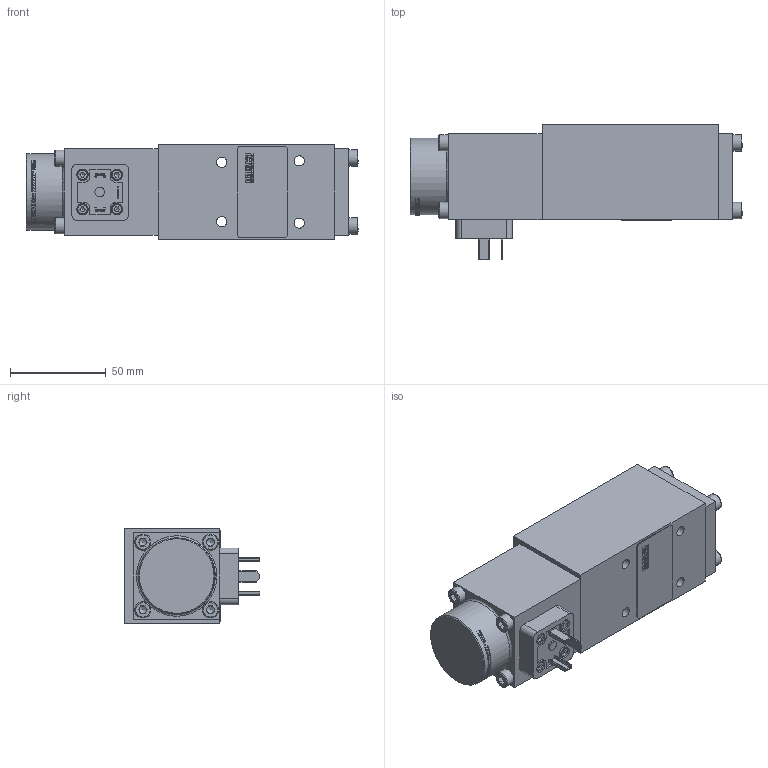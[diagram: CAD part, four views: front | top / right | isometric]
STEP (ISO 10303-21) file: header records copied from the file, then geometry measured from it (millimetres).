
FILE_DESCRIPTION (( 'STEP AP214' ), '1' );
FILE_NAME ('WV700-6-3_2_X.STEP', '2022-02-01T13:50:54', ( '' ), ( '' ), 'SwSTEP 2.0', 'SolidWorks 2020', '' );
FILE_SCHEMA (( 'AUTOMOTIVE_DESIGN' ));
Length unit declared in the file: millimetre
Products named in the file (1): WV700-6-3_2_X
Bounding box: 173.5 x 71 x 50 mm (x, y, z)
Volume: 372962.9 mm3; surface area: 45717.3 mm2
Topology: 1 solids, 6 shells, 1009 faces, 2611 edges, 1689 vertices
Faces by surface type: plane 580, bspline 277, cylinder 123, cone 29
Full cylindrical faces by diameter (mm): 3 x1, 4 x1, 4.2 x4, 5 x1, 5.3 x4, 5.5 x4, 5.9 x3, 6 x4, 8.5 x8, 9.335 x1, 9.464 x1, 9.503 x1, 9.639 x1, 9.855 x1, 9.889 x1, 9.921 x1, 9.929 x1, 12.35 x4, 14.5 x1, 40 x1
Entity records: 51821 total; most frequent: CARTESIAN_POINT 18952, ORIENTED_EDGE 4932, DIRECTION 3801, EDGE_CURVE 2466, VERTEX_POINT 1645, VECTOR 1551, LINE 1551, EDGE_LOOP 1193
